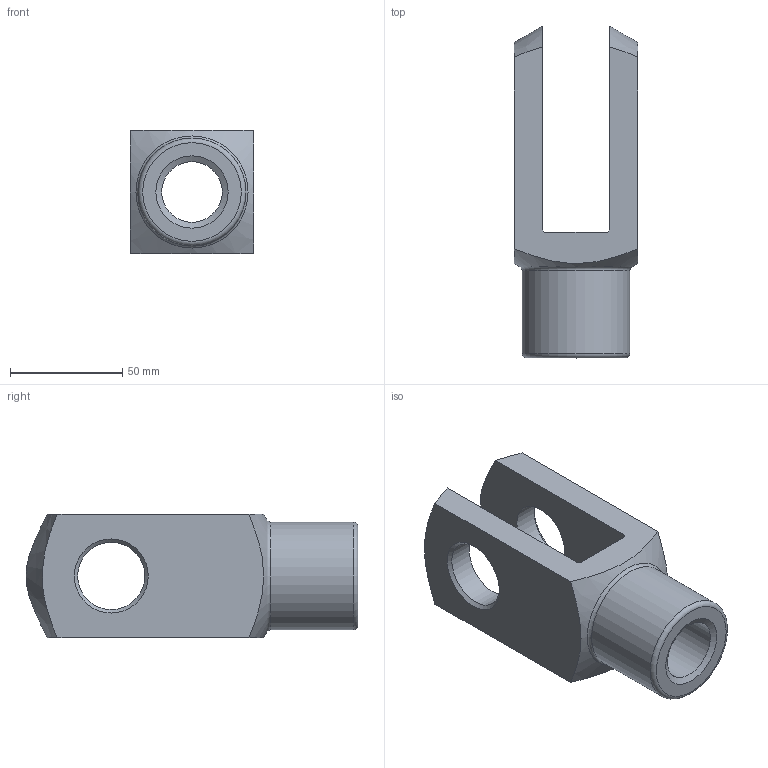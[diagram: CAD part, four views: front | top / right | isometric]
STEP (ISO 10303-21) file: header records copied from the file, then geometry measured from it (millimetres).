
FILE_DESCRIPTION (( 'STEP AP214' ), '1' );
FILE_NAME ('76.01.01.0045.step', '2021-04-02T18:09:32', ( '' ), ( '' ), 'SwSTEP 2.0', 'SolidWorks 2021', '' );
FILE_SCHEMA (( 'AUTOMOTIVE_DESIGN' ));
Length unit declared in the file: millimetre
Products named in the file (1): 76.01.01.0045
Bounding box: 55 x 148 x 55 mm (x, y, z)
Volume: 184973.1 mm3; surface area: 40518.1 mm2
Topology: 1 solids, 1 shells, 22 faces, 57 edges, 37 vertices
Faces by surface type: plane 10, cone 6, cylinder 4, torus 2
Full cylindrical faces by diameter (mm): 27 x1, 30 x2, 48 x1
Entity records: 818 total; most frequent: CARTESIAN_POINT 311, DIRECTION 90, ORIENTED_EDGE 86, EDGE_CURVE 43, EDGE_LOOP 38, AXIS2_PLACEMENT_3D 36, VERTEX_POINT 33, FACE_OUTER_BOUND 28
